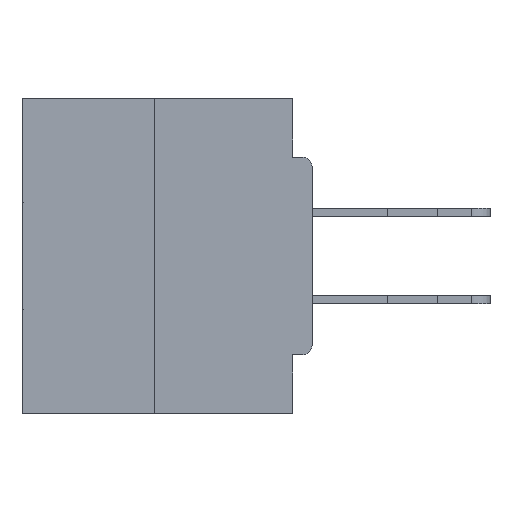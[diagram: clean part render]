
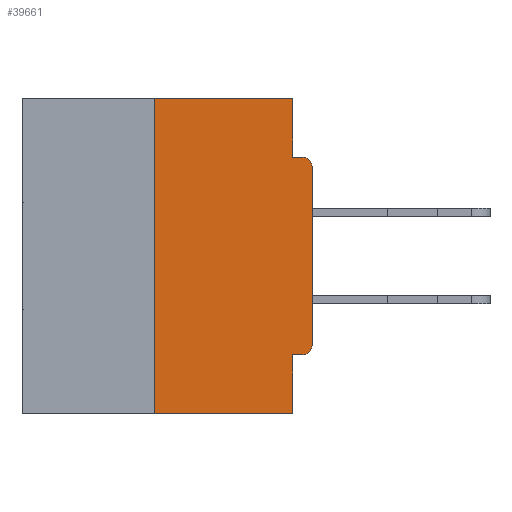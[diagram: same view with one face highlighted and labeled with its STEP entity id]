
A CAD part, left-side view. The second image highlights one B-rep face of the part: STEP entity #39661.
In plain terms, the highlighted planar face has unit normal (-1, 0, 0).
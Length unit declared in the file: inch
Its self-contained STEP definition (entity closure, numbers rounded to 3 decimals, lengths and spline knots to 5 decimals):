
#1021 = DIRECTION ( 'NONE',  ( -1., 0., 0. ) ) ;
#1062 = ORIENTED_EDGE ( 'NONE', *, *, #9688, .T. ) ;
#2721 = ORIENTED_EDGE ( 'NONE', *, *, #9505, .F. ) ;
#2965 = EDGE_CURVE ( 'NONE', #4645, #32985, #3944, .T. ) ;
#3261 = CARTESIAN_POINT ( 'NONE',  ( 0., 0., -0.1085 ) ) ;
#3944 = LINE ( 'NONE', #38732, #30403 ) ;
#4077 = FACE_OUTER_BOUND ( 'NONE', #36074, .T. ) ;
#4544 = CARTESIAN_POINT ( 'NONE',  ( 0., 0.015, -0.1085 ) ) ;
#4590 = VERTEX_POINT ( 'NONE', #8672 ) ;
#4645 = VERTEX_POINT ( 'NONE', #38521 ) ;
#5230 = VERTEX_POINT ( 'NONE', #13747 ) ;
#5497 = VERTEX_POINT ( 'NONE', #38513 ) ;
#5767 = LINE ( 'NONE', #7365, #14890 ) ;
#6122 = CARTESIAN_POINT ( 'NONE',  ( 0., 0.46, 0. ) ) ;
#6244 = EDGE_CURVE ( 'NONE', #30203, #5230, #33316, .T. ) ;
#6620 = EDGE_CURVE ( 'NONE', #29225, #5230, #31398, .T. ) ;
#7365 = CARTESIAN_POINT ( 'NONE',  ( 0., 0.031, 0. ) ) ;
#7799 = EDGE_CURVE ( 'NONE', #32985, #30203, #5767, .T. ) ;
#8660 = EDGE_CURVE ( 'NONE', #15787, #4645, #26812, .T. ) ;
#8672 = CARTESIAN_POINT ( 'NONE',  ( 0., 0.031, -0.4065 ) ) ;
#9415 = VECTOR ( 'NONE', #26133, 39.37008 ) ;
#9505 = EDGE_CURVE ( 'NONE', #12257, #4590, #15087, .T. ) ;
#9539 = DIRECTION ( 'NONE',  ( 0., 0., -1. ) ) ;
#9688 = EDGE_CURVE ( 'NONE', #12257, #5497, #27790, .T. ) ;
#9916 = DIRECTION ( 'NONE',  ( 0., 0., 1. ) ) ;
#10038 = CARTESIAN_POINT ( 'NONE',  ( 0., 0.25, 0. ) ) ;
#10842 = LINE ( 'NONE', #38342, #9415 ) ;
#10876 = CARTESIAN_POINT ( 'NONE',  ( 0., 0., -0.0935 ) ) ;
#11021 = CARTESIAN_POINT ( 'NONE',  ( 0., 0.015, -0.3915 ) ) ;
#11071 = DIRECTION ( 'NONE',  ( 0., -1., 0. ) ) ;
#11766 = EDGE_CURVE ( 'NONE', #4590, #27480, #13715, .T. ) ;
#12257 = VERTEX_POINT ( 'NONE', #31853 ) ;
#13218 = ORIENTED_EDGE ( 'NONE', *, *, #11766, .F. ) ;
#13220 = CARTESIAN_POINT ( 'NONE',  ( 0., 0.031, 0. ) ) ;
#13715 = LINE ( 'NONE', #18905, #17536 ) ;
#13747 = CARTESIAN_POINT ( 'NONE',  ( 0., 0.015, -0.0935 ) ) ;
#14116 = VECTOR ( 'NONE', #31269, 39.37008 ) ;
#14890 = VECTOR ( 'NONE', #35129, 39.37008 ) ;
#15087 = LINE ( 'NONE', #15757, #14116 ) ;
#15757 = CARTESIAN_POINT ( 'NONE',  ( 0., 0., -0.4065 ) ) ;
#15787 = VERTEX_POINT ( 'NONE', #23810 ) ;
#16257 = VECTOR ( 'NONE', #9916, 39.37008 ) ;
#16536 = DIRECTION ( 'NONE',  ( 0., 0., -1. ) ) ;
#16624 = ORIENTED_EDGE ( 'NONE', *, *, #6620, .T. ) ;
#17536 = VECTOR ( 'NONE', #9539, 39.37008 ) ;
#17550 = ORIENTED_EDGE ( 'NONE', *, *, #28593, .T. ) ;
#18905 = CARTESIAN_POINT ( 'NONE',  ( 0., 0.031, -0.5 ) ) ;
#19206 = ORIENTED_EDGE ( 'NONE', *, *, #8660, .F. ) ;
#19884 = DIRECTION ( 'NONE',  ( -1., 0., 0. ) ) ;
#20109 = DIRECTION ( 'NONE',  ( 0., -1., 0. ) ) ;
#20722 = VECTOR ( 'NONE', #20109, 39.37008 ) ;
#20916 = ORIENTED_EDGE ( 'NONE', *, *, #6244, .F. ) ;
#21268 = ORIENTED_EDGE ( 'NONE', *, *, #2965, .F. ) ;
#22202 = EDGE_CURVE ( 'NONE', #15787, #27480, #32462, .T. ) ;
#22661 = ORIENTED_EDGE ( 'NONE', *, *, #22202, .T. ) ;
#23797 = AXIS2_PLACEMENT_3D ( 'NONE', #11021, #19884, #26359 ) ;
#23810 = CARTESIAN_POINT ( 'NONE',  ( 0., 0.25, -0.5 ) ) ;
#26082 = CARTESIAN_POINT ( 'NONE',  ( 0., 0.031, -0.0935 ) ) ;
#26133 = DIRECTION ( 'NONE',  ( 0., 0., 1. ) ) ;
#26155 = DIRECTION ( 'NONE',  ( 0., 0., -1. ) ) ;
#26359 = DIRECTION ( 'NONE',  ( 0., 0., -1. ) ) ;
#26429 = CARTESIAN_POINT ( 'NONE',  ( 0., 0.46, -0.5 ) ) ;
#26812 = LINE ( 'NONE', #10038, #16257 ) ;
#27480 = VERTEX_POINT ( 'NONE', #35553 ) ;
#27790 = CIRCLE ( 'NONE', #23797, 0.015 ) ;
#28593 = EDGE_CURVE ( 'NONE', #5497, #29225, #10842, .T. ) ;
#29225 = VERTEX_POINT ( 'NONE', #3261 ) ;
#29535 = VECTOR ( 'NONE', #35680, 39.37008 ) ;
#29745 = ORIENTED_EDGE ( 'NONE', *, *, #7799, .F. ) ;
#30203 = VERTEX_POINT ( 'NONE', #26082 ) ;
#30403 = VECTOR ( 'NONE', #11071, 39.37008 ) ;
#31269 = DIRECTION ( 'NONE',  ( 0., 1., 0. ) ) ;
#31398 = CIRCLE ( 'NONE', #37199, 0.015 ) ;
#31853 = CARTESIAN_POINT ( 'NONE',  ( 0., 0.015, -0.4065 ) ) ;
#31945 = DIRECTION ( 'NONE',  ( 1., 0., 0. ) ) ;
#32462 = LINE ( 'NONE', #26429, #29535 ) ;
#32985 = VERTEX_POINT ( 'NONE', #13220 ) ;
#33316 = LINE ( 'NONE', #10876, #20722 ) ;
#35129 = DIRECTION ( 'NONE',  ( 0., 0., -1. ) ) ;
#35553 = CARTESIAN_POINT ( 'NONE',  ( 0., 0.031, -0.5 ) ) ;
#35680 = DIRECTION ( 'NONE',  ( 0., -1., 0. ) ) ;
#36074 = EDGE_LOOP ( 'NONE', ( #21268, #19206, #22661, #13218, #2721, #1062, #17550, #16624, #20916, #29745 ) ) ;
#36518 = AXIS2_PLACEMENT_3D ( 'NONE', #6122, #31945, #16536 ) ;
#37199 = AXIS2_PLACEMENT_3D ( 'NONE', #4544, #1021, #26155 ) ;
#38342 = CARTESIAN_POINT ( 'NONE',  ( 0., 0., 0. ) ) ;
#38513 = CARTESIAN_POINT ( 'NONE',  ( 0., 0., -0.3915 ) ) ;
#38521 = CARTESIAN_POINT ( 'NONE',  ( 0., 0.25, 0. ) ) ;
#38732 = CARTESIAN_POINT ( 'NONE',  ( 0., 0.46, 0. ) ) ;
#39661 = ADVANCED_FACE ( 'NONE', ( #4077 ), #39953, .F. ) ;
#39953 = PLANE ( 'NONE',  #36518 ) ;
